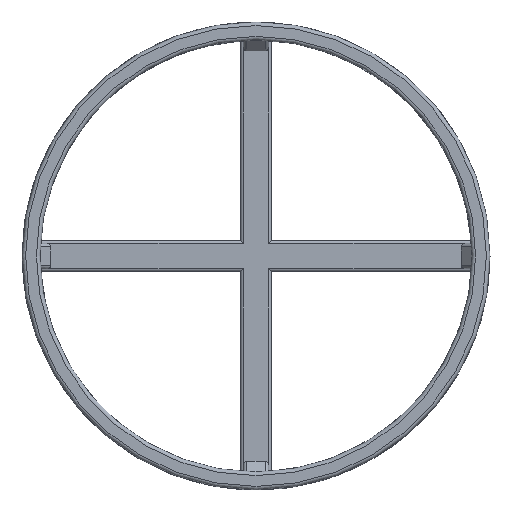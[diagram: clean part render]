
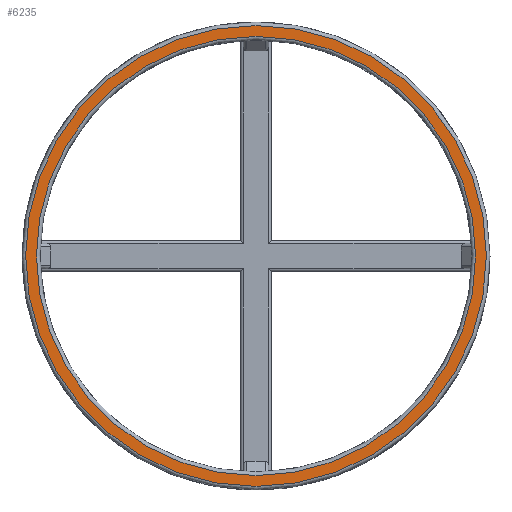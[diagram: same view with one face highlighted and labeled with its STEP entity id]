
A CAD part, top view. The second image highlights one B-rep face of the part: STEP entity #6235.
In plain terms, the highlighted planar face has unit normal (0, 0, 1).
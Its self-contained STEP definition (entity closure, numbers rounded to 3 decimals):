
#1156 = TOROIDAL_SURFACE('',#1157,61.,1.);
#1157 = AXIS2_PLACEMENT_3D('',#1158,#1159,#1160);
#1158 = CARTESIAN_POINT('',(0.,0.,21.));
#1159 = DIRECTION('',(0.,0.,1.));
#1160 = DIRECTION('',(1.,0.,-0.));
#4867 = VERTEX_POINT('',#4868);
#4868 = CARTESIAN_POINT('',(61.,0.,22.));
#4888 = EDGE_CURVE('',#4867,#4867,#4889,.T.);
#4889 = SURFACE_CURVE('',#4890,(#4895,#4902),.PCURVE_S1.);
#4890 = CIRCLE('',#4891,61.);
#4891 = AXIS2_PLACEMENT_3D('',#4892,#4893,#4894);
#4892 = CARTESIAN_POINT('',(0.,0.,22.));
#4893 = DIRECTION('',(0.,0.,1.));
#4894 = DIRECTION('',(1.,0.,-0.));
#4895 = PCURVE('',#1156,#4896);
#4896 = DEFINITIONAL_REPRESENTATION('',(#4897),#4901);
#4897 = LINE('',#4898,#4899);
#4898 = CARTESIAN_POINT('',(0.,1.571));
#4899 = VECTOR('',#4900,1.);
#4900 = DIRECTION('',(1.,0.));
#4901 = ( GEOMETRIC_REPRESENTATION_CONTEXT(2) 
PARAMETRIC_REPRESENTATION_CONTEXT() REPRESENTATION_CONTEXT('2D SPACE',''
  ) );
#4902 = PCURVE('',#4903,#4908);
#4903 = PLANE('',#4904);
#4904 = AXIS2_PLACEMENT_3D('',#4905,#4906,#4907);
#4905 = CARTESIAN_POINT('',(0.,0.,22.)
  );
#4906 = DIRECTION('',(0.,0.,1.));
#4907 = DIRECTION('',(1.,0.,-0.));
#4908 = DEFINITIONAL_REPRESENTATION('',(#4909),#4913);
#4909 = CIRCLE('',#4910,61.);
#4910 = AXIS2_PLACEMENT_2D('',#4911,#4912);
#4911 = CARTESIAN_POINT('',(0.,0.));
#4912 = DIRECTION('',(1.,0.));
#4913 = ( GEOMETRIC_REPRESENTATION_CONTEXT(2) 
PARAMETRIC_REPRESENTATION_CONTEXT() REPRESENTATION_CONTEXT('2D SPACE',''
  ) );
#6235 = ADVANCED_FACE('',(#6236,#6267),#4903,.T.);
#6236 = FACE_BOUND('',#6237,.T.);
#6237 = EDGE_LOOP('',(#6238));
#6238 = ORIENTED_EDGE('',*,*,#6239,.T.);
#6239 = EDGE_CURVE('',#6240,#6240,#6242,.T.);
#6240 = VERTEX_POINT('',#6241);
#6241 = CARTESIAN_POINT('',(64.,0.,22.));
#6242 = SURFACE_CURVE('',#6243,(#6248,#6255),.PCURVE_S1.);
#6243 = CIRCLE('',#6244,64.);
#6244 = AXIS2_PLACEMENT_3D('',#6245,#6246,#6247);
#6245 = CARTESIAN_POINT('',(0.,0.,22.));
#6246 = DIRECTION('',(0.,0.,1.));
#6247 = DIRECTION('',(1.,0.,-0.));
#6248 = PCURVE('',#4903,#6249);
#6249 = DEFINITIONAL_REPRESENTATION('',(#6250),#6254);
#6250 = CIRCLE('',#6251,64.);
#6251 = AXIS2_PLACEMENT_2D('',#6252,#6253);
#6252 = CARTESIAN_POINT('',(0.,0.));
#6253 = DIRECTION('',(1.,0.));
#6254 = ( GEOMETRIC_REPRESENTATION_CONTEXT(2) 
PARAMETRIC_REPRESENTATION_CONTEXT() REPRESENTATION_CONTEXT('2D SPACE',''
  ) );
#6255 = PCURVE('',#6256,#6261);
#6256 = TOROIDAL_SURFACE('',#6257,64.,1.);
#6257 = AXIS2_PLACEMENT_3D('',#6258,#6259,#6260);
#6258 = CARTESIAN_POINT('',(0.,0.,21.));
#6259 = DIRECTION('',(0.,0.,1.));
#6260 = DIRECTION('',(1.,0.,-0.));
#6261 = DEFINITIONAL_REPRESENTATION('',(#6262),#6266);
#6262 = LINE('',#6263,#6264);
#6263 = CARTESIAN_POINT('',(0.,1.571));
#6264 = VECTOR('',#6265,1.);
#6265 = DIRECTION('',(1.,0.));
#6266 = ( GEOMETRIC_REPRESENTATION_CONTEXT(2) 
PARAMETRIC_REPRESENTATION_CONTEXT() REPRESENTATION_CONTEXT('2D SPACE',''
  ) );
#6267 = FACE_BOUND('',#6268,.T.);
#6268 = EDGE_LOOP('',(#6269));
#6269 = ORIENTED_EDGE('',*,*,#4888,.F.);
